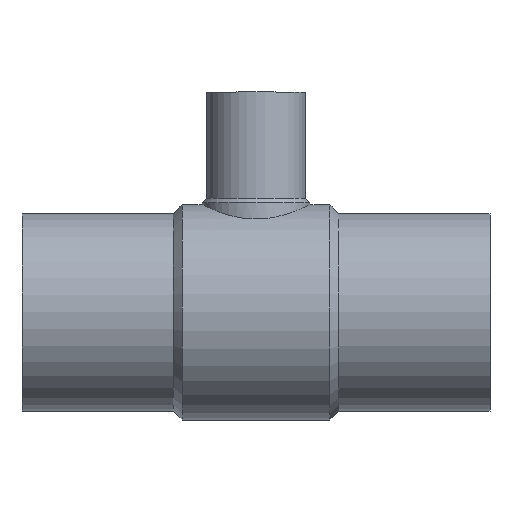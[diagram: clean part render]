
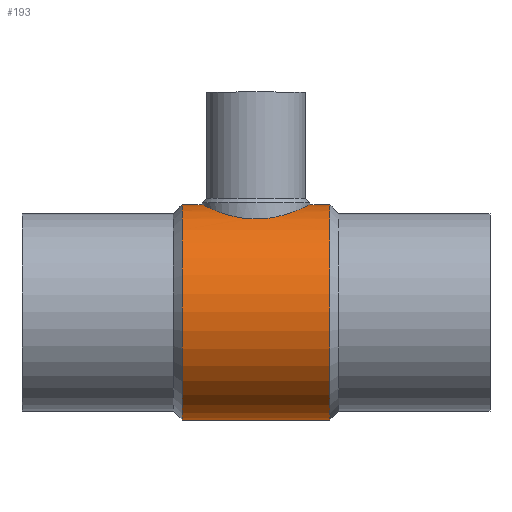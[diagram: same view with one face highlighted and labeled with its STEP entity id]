
A CAD part, top view. The second image highlights one B-rep face of the part: STEP entity #193.
In plain terms, the highlighted cylindrical face has radius 98.2 mm (diameter 196.4 mm), a partial arc.
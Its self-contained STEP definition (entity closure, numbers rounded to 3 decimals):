
#133 = VERTEX_POINT( '', #359 );
#135 = VERTEX_POINT( '', #361 );
#151 = EDGE_CURVE( '', #135, #133, #380, .T. );
#155 = EDGE_CURVE( '', #295, #335, #384, .T. );
#193 = ADVANCED_FACE( '', ( #427 ), #428, .T. );
#201 = EDGE_CURVE( '', #335, #325, #438, .T. );
#207 = VERTEX_POINT( '', #445 );
#221 = EDGE_CURVE( '', #325, #207, #461, .T. );
#279 = EDGE_CURVE( '', #295, #133, #526, .T. );
#295 = VERTEX_POINT( '', #544 );
#311 = EDGE_CURVE( '', #207, #135, #561, .T. );
#325 = VERTEX_POINT( '', #576 );
#335 = VERTEX_POINT( '', #586 );
#359 = CARTESIAN_POINT( '', ( -280.8, 98.2, 0. ) );
#361 = CARTESIAN_POINT( '', ( -262.6, 98.2, 0. ) );
#380 = LINE( '', #633, #634 );
#384 = LINE( '', #673, #674 );
#427 = FACE_OUTER_BOUND( '', #828, .T. );
#428 = CYLINDRICAL_SURFACE( '', #829, 98.2 );
#438 = CIRCLE( '', #841, 98.2 );
#445 = CARTESIAN_POINT( '', ( -164.4, 98.2, 0. ) );
#461 = LINE( '', #867, #868 );
#526 = CIRCLE( '', #1017, 98.2 );
#544 = CARTESIAN_POINT( '', ( -280.8, -98.2, 0. ) );
#561 = B_SPLINE_CURVE_WITH_KNOTS( '', 3, ( #1064, #1065, #1066, #1067, #1068, #1069, #1070, #1071, #1072, #1073, #1074, #1075, #1076, #1077, #1078, #1079, #1080, #1081, #1082, #1083, #1084, #1085, #1086, #1087, #1088, #1089, #1090, #1091, #1092, #1093, #1094, #1095, #1096, #1097, #1098, #1099, #1100, #1101, #1102, #1103, #1104, #1105, #1106, #1107, #1108, #1109, #1110, #1111, #1112, #1113, #1114, #1115, #1116, #1117, #1118, #1119, #1120, #1121, #1122, #1123, #1124, #1125, #1126, #1127, #1128, #1129 ), .UNSPECIFIED., .F., .F., ( 4, 2, 2, 2, 2, 2, 2, 2, 2, 2, 2, 2, 2, 2, 2, 2, 2, 2, 2, 2, 2, 2, 2, 2, 2, 2, 2, 2, 2, 2, 2, 2, 4 ), ( 75.494, 80.206, 84.918, 89.63, 94.342, 99.054, 103.766, 108.478, 113.19, 117.915, 122.64, 127.364, 132.089, 136.814, 141.539, 146.264, 150.989, 155.713, 160.438, 165.163, 169.888, 174.613, 179.338, 184.062, 188.787, 193.499, 198.211, 202.923, 207.635, 212.347, 217.059, 221.771, 226.483 ), .UNSPECIFIED. );
#576 = CARTESIAN_POINT( '', ( -146.2, 98.2, 0. ) );
#586 = CARTESIAN_POINT( '', ( -146.2, -98.2, 0. ) );
#633 = CARTESIAN_POINT( '', ( -213.5, 98.2, 0. ) );
#634 = VECTOR( '', #1191, 1. );
#673 = CARTESIAN_POINT( '', ( -213.5, -98.2, 0. ) );
#674 = VECTOR( '', #1192, 1. );
#828 = EDGE_LOOP( '', ( #1256, #1257, #1258, #1259, #1260, #1261 ) );
#829 = AXIS2_PLACEMENT_3D( '', #1262, #1263, #1264 );
#841 = AXIS2_PLACEMENT_3D( '', #1285, #1286, #1287 );
#867 = CARTESIAN_POINT( '', ( -213.5, 98.2, 0. ) );
#868 = VECTOR( '', #1318, 1. );
#1017 = AXIS2_PLACEMENT_3D( '', #1396, #1397, #1398 );
#1064 = CARTESIAN_POINT( '', ( -164.4, 98.2, 0. ) );
#1065 = CARTESIAN_POINT( '', ( -164.4, 98.2, 1.571 ) );
#1066 = CARTESIAN_POINT( '', ( -164.476, 98.162, 3.164 ) );
#1067 = CARTESIAN_POINT( '', ( -164.788, 98.007, 6.364 ) );
#1068 = CARTESIAN_POINT( '', ( -165.024, 97.889, 7.971 ) );
#1069 = CARTESIAN_POINT( '', ( -165.659, 97.576, 11.167 ) );
#1070 = CARTESIAN_POINT( '', ( -166.058, 97.381, 12.757 ) );
#1071 = CARTESIAN_POINT( '', ( -167.014, 96.919, 15.892 ) );
#1072 = CARTESIAN_POINT( '', ( -167.571, 96.652, 17.436 ) );
#1073 = CARTESIAN_POINT( '', ( -168.833, 96.059, 20.453 ) );
#1074 = CARTESIAN_POINT( '', ( -169.538, 95.732, 21.928 ) );
#1075 = CARTESIAN_POINT( '', ( -171.083, 95.032, 24.784 ) );
#1076 = CARTESIAN_POINT( '', ( -171.922, 94.66, 26.166 ) );
#1077 = CARTESIAN_POINT( '', ( -173.715, 93.886, 28.819 ) );
#1078 = CARTESIAN_POINT( '', ( -174.669, 93.485, 30.09 ) );
#1079 = CARTESIAN_POINT( '', ( -176.665, 92.674, 32.503 ) );
#1080 = CARTESIAN_POINT( '', ( -177.708, 92.263, 33.646 ) );
#1081 = CARTESIAN_POINT( '', ( -179.857, 91.451, 35.795 ) );
#1082 = CARTESIAN_POINT( '', ( -181.002, 91.034, 36.84 ) );
#1083 = CARTESIAN_POINT( '', ( -183.418, 90.2, 38.838 ) );
#1084 = CARTESIAN_POINT( '', ( -184.689, 89.782, 39.791 ) );
#1085 = CARTESIAN_POINT( '', ( -187.341, 88.967, 41.582 ) );
#1086 = CARTESIAN_POINT( '', ( -188.723, 88.569, 42.421 ) );
#1087 = CARTESIAN_POINT( '', ( -191.576, 87.813, 43.963 ) );
#1088 = CARTESIAN_POINT( '', ( -193.048, 87.456, 44.667 ) );
#1089 = CARTESIAN_POINT( '', ( -196.061, 86.801, 45.928 ) );
#1090 = CARTESIAN_POINT( '', ( -197.603, 86.503, 46.484 ) );
#1091 = CARTESIAN_POINT( '', ( -200.734, 85.983, 47.44 ) );
#1092 = CARTESIAN_POINT( '', ( -202.323, 85.76, 47.839 ) );
#1093 = CARTESIAN_POINT( '', ( -205.518, 85.403, 48.474 ) );
#1094 = CARTESIAN_POINT( '', ( -207.126, 85.267, 48.711 ) );
#1095 = CARTESIAN_POINT( '', ( -210.329, 85.088, 49.024 ) );
#1096 = CARTESIAN_POINT( '', ( -211.925, 85.044, 49.1 ) );
#1097 = CARTESIAN_POINT( '', ( -215.075, 85.044, 49.1 ) );
#1098 = CARTESIAN_POINT( '', ( -216.671, 85.088, 49.024 ) );
#1099 = CARTESIAN_POINT( '', ( -219.874, 85.267, 48.711 ) );
#1100 = CARTESIAN_POINT( '', ( -221.482, 85.403, 48.474 ) );
#1101 = CARTESIAN_POINT( '', ( -224.677, 85.76, 47.839 ) );
#1102 = CARTESIAN_POINT( '', ( -226.266, 85.983, 47.44 ) );
#1103 = CARTESIAN_POINT( '', ( -229.397, 86.503, 46.484 ) );
#1104 = CARTESIAN_POINT( '', ( -230.939, 86.801, 45.928 ) );
#1105 = CARTESIAN_POINT( '', ( -233.952, 87.456, 44.667 ) );
#1106 = CARTESIAN_POINT( '', ( -235.424, 87.813, 43.963 ) );
#1107 = CARTESIAN_POINT( '', ( -238.277, 88.569, 42.421 ) );
#1108 = CARTESIAN_POINT( '', ( -239.659, 88.967, 41.582 ) );
#1109 = CARTESIAN_POINT( '', ( -242.311, 89.782, 39.791 ) );
#1110 = CARTESIAN_POINT( '', ( -243.582, 90.2, 38.838 ) );
#1111 = CARTESIAN_POINT( '', ( -245.998, 91.034, 36.84 ) );
#1112 = CARTESIAN_POINT( '', ( -247.143, 91.451, 35.795 ) );
#1113 = CARTESIAN_POINT( '', ( -249.292, 92.263, 33.646 ) );
#1114 = CARTESIAN_POINT( '', ( -250.335, 92.674, 32.503 ) );
#1115 = CARTESIAN_POINT( '', ( -252.331, 93.485, 30.09 ) );
#1116 = CARTESIAN_POINT( '', ( -253.285, 93.886, 28.819 ) );
#1117 = CARTESIAN_POINT( '', ( -255.078, 94.66, 26.166 ) );
#1118 = CARTESIAN_POINT( '', ( -255.917, 95.032, 24.784 ) );
#1119 = CARTESIAN_POINT( '', ( -257.462, 95.732, 21.928 ) );
#1120 = CARTESIAN_POINT( '', ( -258.167, 96.059, 20.453 ) );
#1121 = CARTESIAN_POINT( '', ( -259.429, 96.652, 17.436 ) );
#1122 = CARTESIAN_POINT( '', ( -259.986, 96.919, 15.892 ) );
#1123 = CARTESIAN_POINT( '', ( -260.942, 97.381, 12.757 ) );
#1124 = CARTESIAN_POINT( '', ( -261.341, 97.576, 11.167 ) );
#1125 = CARTESIAN_POINT( '', ( -261.976, 97.889, 7.971 ) );
#1126 = CARTESIAN_POINT( '', ( -262.212, 98.007, 6.364 ) );
#1127 = CARTESIAN_POINT( '', ( -262.524, 98.162, 3.164 ) );
#1128 = CARTESIAN_POINT( '', ( -262.6, 98.2, 1.571 ) );
#1129 = CARTESIAN_POINT( '', ( -262.6, 98.2, 0. ) );
#1191 = DIRECTION( '', ( -1., 0., 0. ) );
#1192 = DIRECTION( '', ( 1., 0., 0. ) );
#1256 = ORIENTED_EDGE( '', *, *, #221, .T. );
#1257 = ORIENTED_EDGE( '', *, *, #311, .T. );
#1258 = ORIENTED_EDGE( '', *, *, #151, .T. );
#1259 = ORIENTED_EDGE( '', *, *, #279, .F. );
#1260 = ORIENTED_EDGE( '', *, *, #155, .T. );
#1261 = ORIENTED_EDGE( '', *, *, #201, .T. );
#1262 = CARTESIAN_POINT( '', ( -213.5, 0., 0. ) );
#1263 = DIRECTION( '', ( 1., 0., 0. ) );
#1264 = DIRECTION( '', ( 0., 1., 0. ) );
#1285 = CARTESIAN_POINT( '', ( -146.2, 0., 0. ) );
#1286 = DIRECTION( '', ( -1., 0., 0. ) );
#1287 = DIRECTION( '', ( 0., 1., 0. ) );
#1318 = DIRECTION( '', ( -1., 0., 0. ) );
#1396 = CARTESIAN_POINT( '', ( -280.8, 0., 0. ) );
#1397 = DIRECTION( '', ( -1., 0., 0. ) );
#1398 = DIRECTION( '', ( 0., 1., 0. ) );
